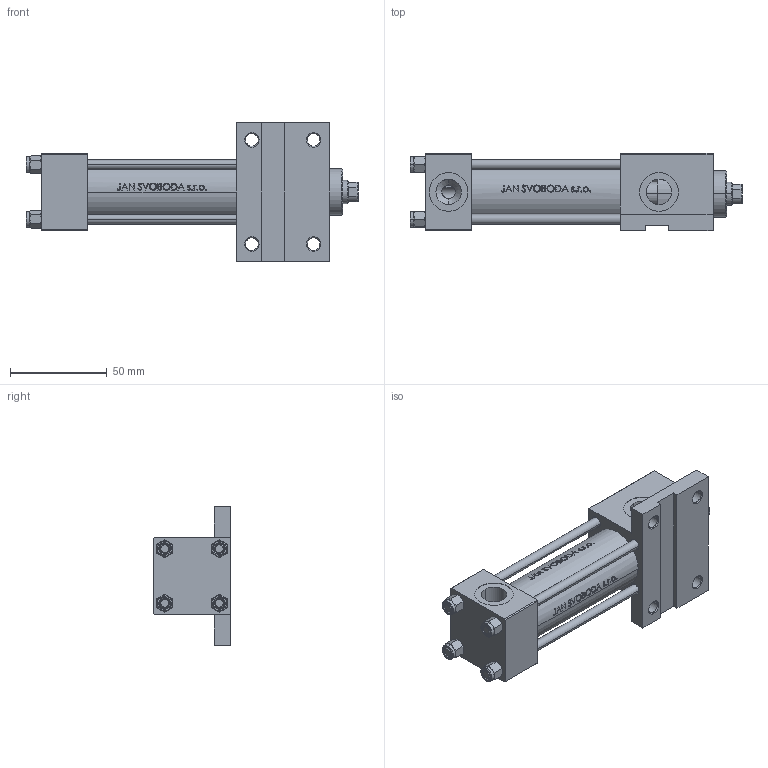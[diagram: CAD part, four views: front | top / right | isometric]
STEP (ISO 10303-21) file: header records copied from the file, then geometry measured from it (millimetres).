
FILE_DESCRIPTION (( 'STEP AP203' ), '1' );
FILE_NAME ('0246.STEP', '2023-01-17T10:17:41', ( '' ), ( '' ), 'SwSTEP 2.0', 'SolidWorks 2019', '' );
FILE_SCHEMA (( 'CONFIG_CONTROL_DESIGN' ));
Length unit declared in the file: millimetre
Products named in the file (6): V215CR_F_TYCINKA d2e1b420046304921addd6886dd1dc6a; 0246; V215CR_VCP_F d2e1b420046304921addd6886dd1dc6a; V215_VC_A d2e1b420046304921addd6886dd1dc6a; V215CR_F_Body d2e1b420046304921addd6886dd1dc6a; NUT_M5_F d2e1b420046304921addd6886dd1dc6a
Assembly tree (11 placements, depth 2):
  0246
    V215CR_F_Body d2e1b420046304921addd6886dd1dc6a
    V215CR_VCP_F d2e1b420046304921addd6886dd1dc6a
    V215CR_F_TYCINKA d2e1b420046304921addd6886dd1dc6a  x4
    NUT_M5_F d2e1b420046304921addd6886dd1dc6a  x4
    V215_VC_A d2e1b420046304921addd6886dd1dc6a
Bounding box: 172 x 40 x 72 mm (x, y, z)
Volume: 166148.9 mm3; surface area: 66800.5 mm2
Topology: 11 solids, 11 shells, 1108 faces, 2738 edges, 1765 vertices
Faces by surface type: plane 438, bspline 380, cone 152, cylinder 130, torus 8
Entity records: 47708 total; most frequent: CARTESIAN_POINT 25900, ORIENTED_EDGE 4968, DIRECTION 3136, EDGE_CURVE 2484, VERTEX_POINT 1621, VECTOR 1278, LINE 1278, EDGE_LOOP 1121
